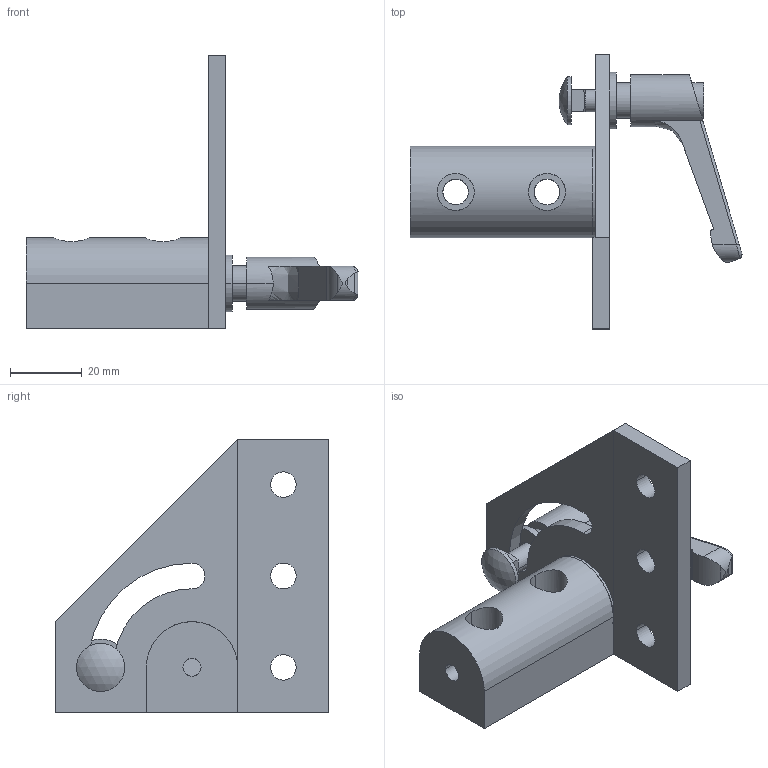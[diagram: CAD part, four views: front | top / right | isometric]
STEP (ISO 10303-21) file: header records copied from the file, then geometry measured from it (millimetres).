
FILE_DESCRIPTION((''),'2;1');
FILE_NAME('10HI8359.stp','2015-07-14T08:14:55',(''),(''),'Mechanical Desktop 2011','Mechanical Desktop 2011',', , ');
FILE_SCHEMA(('AUTOMOTIVE_DESIGN { 1 2 10303 214 1 1 1 1 }'));
Length unit declared in the file: inch
Products named in the file (1): Product
Bounding box: 92.34 x 76.2 x 76.2 mm (x, y, z)
Volume: 50391.5 mm3; surface area: 23029.2 mm2
Topology: 7 solids, 7 shells, 117 faces, 284 edges, 187 vertices
Faces by surface type: bspline 50, cylinder 38, plane 26, cone 2, sphere 1
Entity records: 4511 total; most frequent: CARTESIAN_POINT 1787, ORIENTED_EDGE 564, DIRECTION 496, EDGE_CURVE 282, VERTEX_POINT 187, AXIS2_PLACEMENT_3D 182, EDGE_LOOP 151, VECTOR 132
